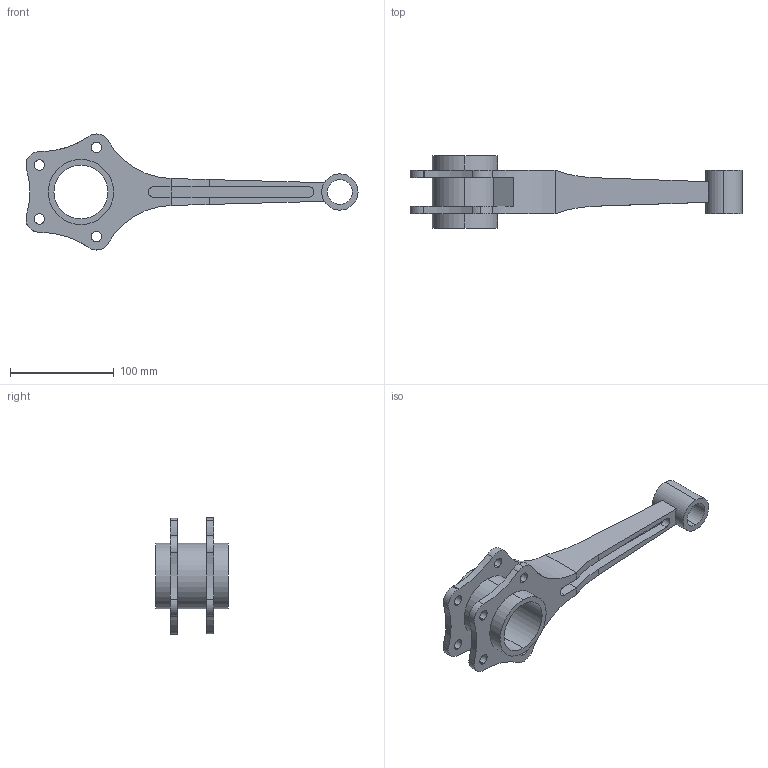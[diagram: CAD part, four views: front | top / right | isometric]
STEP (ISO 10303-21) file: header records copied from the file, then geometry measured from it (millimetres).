
FILE_DESCRIPTION (( 'STEP AP214' ), '1' );
FILE_NAME ('Master Rod.step', '2023-06-15T00:13:13', ( '' ), ( '' ), 'SwSTEP 2.0', 'SolidWorks 2022', '' );
FILE_SCHEMA (( 'AUTOMOTIVE_DESIGN' ));
Length unit declared in the file: millimetre
Products named in the file (1): Master Rod
Bounding box: 320.48 x 70 x 112 mm (x, y, z)
Volume: 290330 mm3; surface area: 87890 mm2
Topology: 2 solids, 2 shells, 87 faces, 240 edges, 160 vertices
Faces by surface type: cylinder 59, plane 28
Entity records: 2913 total; most frequent: DIRECTION 524, CARTESIAN_POINT 512, ORIENTED_EDGE 480, EDGE_CURVE 240, AXIS2_PLACEMENT_3D 204, VERTEX_POINT 160, CIRCLE 116, VECTOR 116
